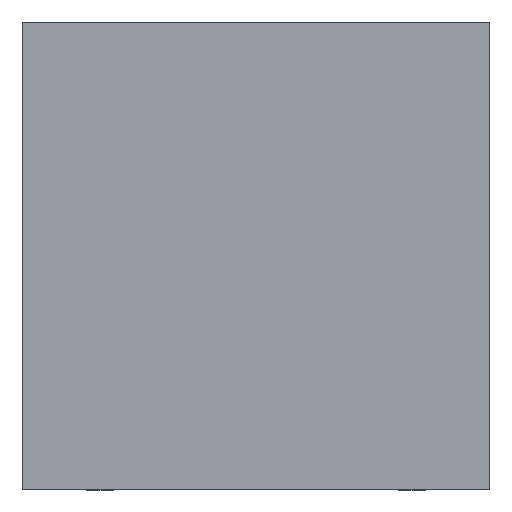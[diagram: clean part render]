
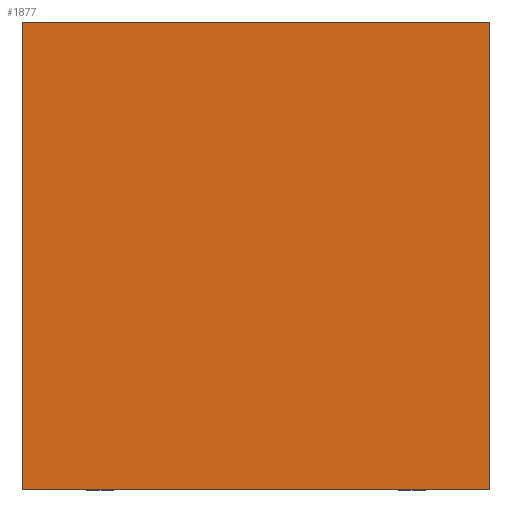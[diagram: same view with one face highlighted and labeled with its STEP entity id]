
A CAD part, top view. The second image highlights one B-rep face of the part: STEP entity #1877.
In plain terms, the highlighted planar face has unit normal (0, 0, 1).
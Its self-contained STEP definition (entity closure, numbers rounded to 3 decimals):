
#1797 = VERTEX_POINT('',#1798);
#1798 = CARTESIAN_POINT('',(-0.5,0.5,0.85));
#1804 = EDGE_CURVE('',#1797,#1805,#1807,.T.);
#1805 = VERTEX_POINT('',#1806);
#1806 = CARTESIAN_POINT('',(0.5,0.5,0.85));
#1807 = LINE('',#1808,#1809);
#1808 = CARTESIAN_POINT('',(-0.5,0.5,0.85));
#1809 = VECTOR('',#1810,1.);
#1810 = DIRECTION('',(1.,0.,0.));
#1859 = EDGE_CURVE('',#1805,#1860,#1862,.T.);
#1860 = VERTEX_POINT('',#1861);
#1861 = CARTESIAN_POINT('',(0.5,-0.5,0.85));
#1862 = LINE('',#1863,#1864);
#1863 = CARTESIAN_POINT('',(0.5,0.5,0.85));
#1864 = VECTOR('',#1865,1.);
#1865 = DIRECTION('',(0.,-1.,0.));
#1877 = ADVANCED_FACE('',(#1878),#1896,.F.);
#1878 = FACE_BOUND('',#1879,.F.);
#1879 = EDGE_LOOP('',(#1880,#1881,#1882,#1890));
#1880 = ORIENTED_EDGE('',*,*,#1804,.T.);
#1881 = ORIENTED_EDGE('',*,*,#1859,.T.);
#1882 = ORIENTED_EDGE('',*,*,#1883,.T.);
#1883 = EDGE_CURVE('',#1860,#1884,#1886,.T.);
#1884 = VERTEX_POINT('',#1885);
#1885 = CARTESIAN_POINT('',(-0.5,-0.5,0.85));
#1886 = LINE('',#1887,#1888);
#1887 = CARTESIAN_POINT('',(0.5,-0.5,0.85));
#1888 = VECTOR('',#1889,1.);
#1889 = DIRECTION('',(-1.,0.,0.));
#1890 = ORIENTED_EDGE('',*,*,#1891,.T.);
#1891 = EDGE_CURVE('',#1884,#1797,#1892,.T.);
#1892 = LINE('',#1893,#1894);
#1893 = CARTESIAN_POINT('',(-0.5,-0.5,0.85));
#1894 = VECTOR('',#1895,1.);
#1895 = DIRECTION('',(0.,1.,0.));
#1896 = PLANE('',#1897);
#1897 = AXIS2_PLACEMENT_3D('',#1898,#1899,#1900);
#1898 = CARTESIAN_POINT('',(0.,0.,0.85));
#1899 = DIRECTION('',(-0.,-0.,-1.));
#1900 = DIRECTION('',(-1.,0.,0.));
